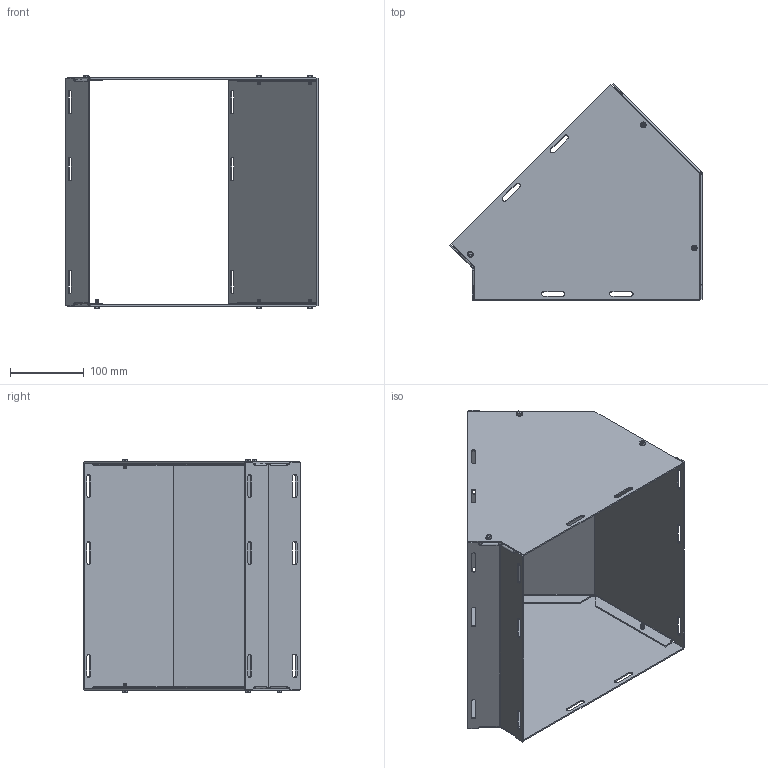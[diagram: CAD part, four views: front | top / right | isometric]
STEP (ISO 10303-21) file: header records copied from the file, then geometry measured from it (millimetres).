
FILE_DESCRIPTION(/* description */ ('45° ELBOW WIREWAY FITTING, TOP & BTM, GALV., 12X12'),/* implementation_level */ '2;1');
FILE_NAME(/* name */ 'L121245G.stp',/* time_stamp */ '2015-10-16T10:08:00+06:00',/* author */ ('schinnathambi'),/* organization */ (''),/* preprocessor_version */ 'ST-DEVELOPER v16.1',/* originating_system */ 'Autodesk Inventor 2016',/* authorisation */ '');
FILE_SCHEMA (('AUTOMOTIVE_DESIGN { 1 0 10303 214 3 1 1 }'));
Length unit declared in the file: inch
Products named in the file (5): L121245GTB; L121245GBK; L121245GBKP; 372141; L121245G
Assembly tree (10 placements, depth 2):
  L121245G
    L121245GTB  x2
    L121245GBK
    L121245GBKP
    372141  x6
Bounding box: 341.65 x 293.58 x 315.42 mm (x, y, z)
Volume: 506048.4 mm3; surface area: 550817 mm2
Topology: 10 solids, 10 shells, 724 faces, 1768 edges, 1070 vertices
Faces by surface type: plane 318, cone 162, cylinder 160, torus 72, bspline 12
Full cylindrical faces by diameter (mm): 4.343 x6, 4.595 x48, 6.35 x6, 7.938 x6
Entity records: 10134 total; most frequent: CARTESIAN_POINT 2195, DIRECTION 1552, ORIENTED_EDGE 1528, EDGE_CURVE 764, AXIS2_PLACEMENT_3D 525, LINE 502, VECTOR 502, VERTEX_POINT 500
